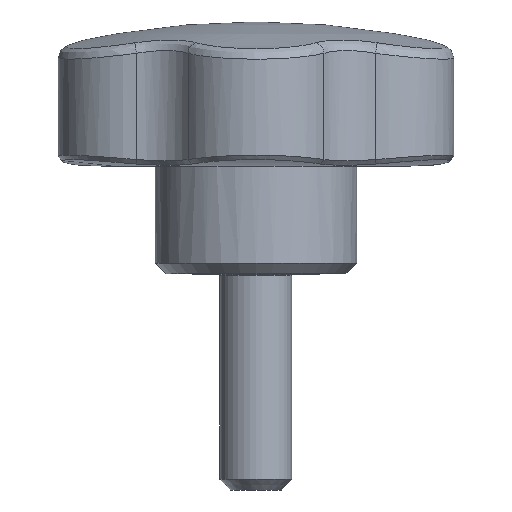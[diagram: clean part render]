
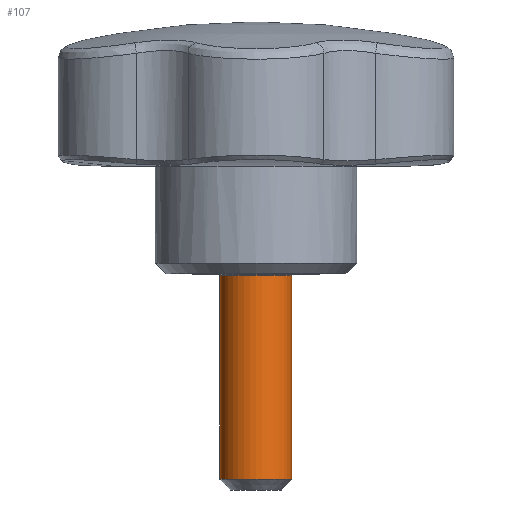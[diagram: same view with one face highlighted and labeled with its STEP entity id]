
A CAD part, front view. The second image highlights one B-rep face of the part: STEP entity #107.
In plain terms, the highlighted cylindrical face has radius 5 mm (diameter 10 mm), a full revolution.
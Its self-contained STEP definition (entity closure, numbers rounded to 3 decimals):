
#107 = ADVANCED_FACE( '', ( #278, #279 ), #280, .T. );
#278 = FACE_OUTER_BOUND( '', #523, .T. );
#279 = FACE_OUTER_BOUND( '', #524, .T. );
#280 = CYLINDRICAL_SURFACE( '', #525, 5. );
#523 = EDGE_LOOP( '', ( #3566 ) );
#524 = EDGE_LOOP( '', ( #3567 ) );
#525 = AXIS2_PLACEMENT_3D( '', #3568, #3569, #3570 );
#3566 = ORIENTED_EDGE( '', *, *, #4101, .T. );
#3567 = ORIENTED_EDGE( '', *, *, #4102, .T. );
#3568 = CARTESIAN_POINT( '', ( 0., 0., -87. ) );
#3569 = DIRECTION( '', ( 0., 0., -1. ) );
#3570 = DIRECTION( '', ( 1., 0., 0. ) );
#4101 = EDGE_CURVE( '', #4374, #4374, #4375, .F. );
#4102 = EDGE_CURVE( '', #4376, #4376, #4377, .T. );
#4374 = VERTEX_POINT( '', #4853 );
#4375 = CIRCLE( '', #4854, 5. );
#4376 = VERTEX_POINT( '', #4855 );
#4377 = CIRCLE( '', #4856, 5. );
#4853 = CARTESIAN_POINT( '', ( 5., 0., -0.2 ) );
#4854 = AXIS2_PLACEMENT_3D( '', #7375, #7376, #7377 );
#4855 = CARTESIAN_POINT( '', ( 5., 0., -28.5 ) );
#4856 = AXIS2_PLACEMENT_3D( '', #7378, #7379, #7380 );
#7375 = CARTESIAN_POINT( '', ( 0., 0., -0.2 ) );
#7376 = DIRECTION( '', ( 0., 0., 1. ) );
#7377 = DIRECTION( '', ( 1., 0., 0. ) );
#7378 = CARTESIAN_POINT( '', ( 0., 0., -28.5 ) );
#7379 = DIRECTION( '', ( 0., 0., 1. ) );
#7380 = DIRECTION( '', ( 1., 0., 0. ) );
